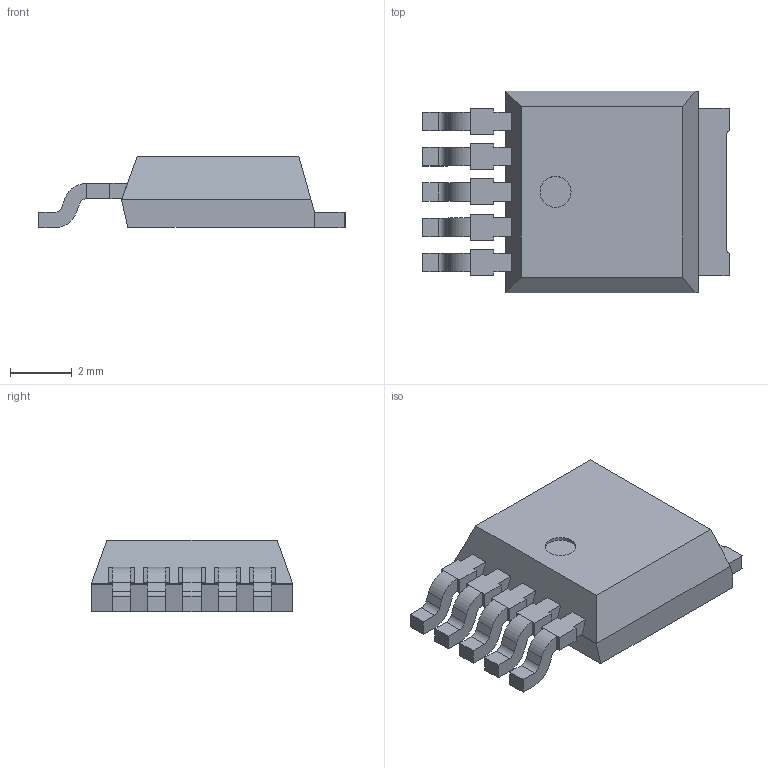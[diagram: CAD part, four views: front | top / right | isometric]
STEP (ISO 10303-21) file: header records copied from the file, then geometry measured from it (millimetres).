
FILE_DESCRIPTION(/* description */ ('model of TO-252-5_TabPin6'),/* implementation_level */ '2;1');
FILE_NAME(/* name */ 'TO-252-5_TabPin6.step',/* time_stamp */ '2017-04-30T10:19:40',/* author */ ('Ray Benitez',''),/* organization */ (''),/* preprocessor_version */ '',/* originating_system */ '',/* authorisation */ '');
FILE_SCHEMA(('AUTOMOTIVE_DESIGN_CC2 { 1 2 10303 214 -1 1 5 4 }'));
Length unit declared in the file: millimetre
Products named in the file (1): TO_252_5_TabPin6
Bounding box: 9.9 x 6.5 x 2.32 mm (x, y, z)
Volume: 91.5 mm3; surface area: 175.9 mm2
Topology: 1 solids, 1 shells, 134 faces, 376 edges, 250 vertices
Faces by surface type: plane 109, cylinder 25
Full cylindrical faces by diameter (mm): 1 x1
Entity records: 3012 total; most frequent: ORIENTED_EDGE 615, CARTESIAN_POINT 461, EDGE_CURVE 376, LINE 279, VERTEX_POINT 250, AXIS2_PLACEMENT_3D 169, FACE_BOUND 140, EDGE_LOOP 140
